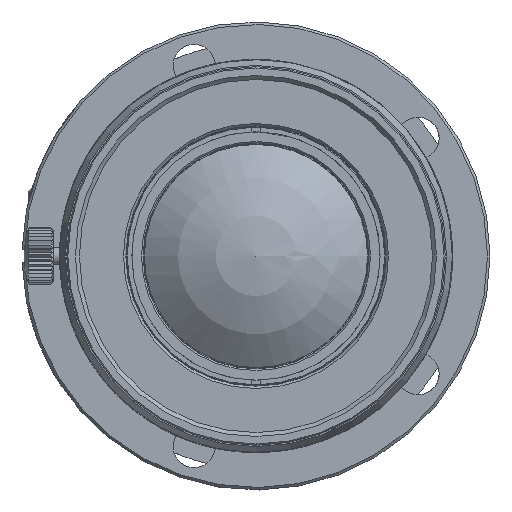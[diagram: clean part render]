
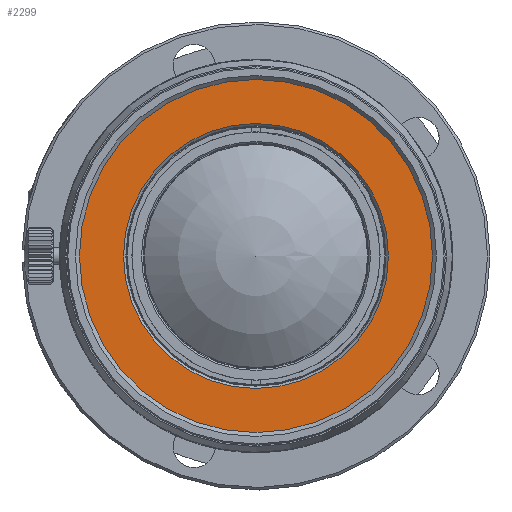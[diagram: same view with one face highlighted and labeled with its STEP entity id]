
A CAD part, left-side view. The second image highlights one B-rep face of the part: STEP entity #2299.
In plain terms, the highlighted planar face has unit normal (-1, 0, 0).
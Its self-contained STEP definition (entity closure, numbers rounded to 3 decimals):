
#1496=PLANE('',#9534);
#2299=ADVANCED_FACE('',(#2724,#2725),#1496,.F.);
#2724=FACE_BOUND('',#3145,.T.);
#2725=FACE_BOUND('',#3146,.T.);
#3145=EDGE_LOOP('',(#4090));
#3146=EDGE_LOOP('',(#4091));
#4090=ORIENTED_EDGE('',*,*,#7945,.F.);
#4091=ORIENTED_EDGE('',*,*,#7946,.T.);
#6613=VERTEX_POINT('',#12152);
#6614=VERTEX_POINT('',#12155);
#7945=EDGE_CURVE('',#6613,#6613,#9240,.T.);
#7946=EDGE_CURVE('',#6614,#6614,#9241,.T.);
#9240=CIRCLE('',#9531,15.85);
#9241=CIRCLE('',#9533,21.6);
#9531=AXIS2_PLACEMENT_3D('',#12151,#10431,#10432);
#9533=AXIS2_PLACEMENT_3D('',#12154,#10435,#10436);
#9534=AXIS2_PLACEMENT_3D('',#12156,#10437,#10438);
#10431=DIRECTION('',(-1.,0.,0.));
#10432=DIRECTION('',(0.,0.,-1.));
#10435=DIRECTION('',(-1.,0.,0.));
#10436=DIRECTION('',(0.,0.,-1.));
#10437=DIRECTION('',(1.,0.,0.));
#10438=DIRECTION('',(0.,0.,1.));
#12151=CARTESIAN_POINT('',(-50.743,0.,0.));
#12152=CARTESIAN_POINT('',(-50.743,0.,-15.85));
#12154=CARTESIAN_POINT('',(-50.743,0.,0.));
#12155=CARTESIAN_POINT('',(-50.743,0.,-21.6));
#12156=CARTESIAN_POINT('',(-50.743,-21.6,0.));
